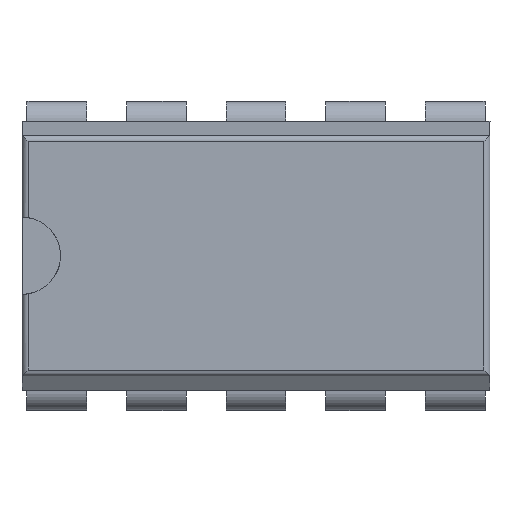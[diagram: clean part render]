
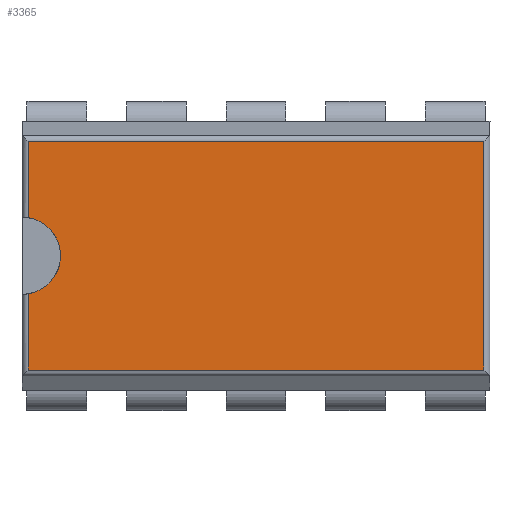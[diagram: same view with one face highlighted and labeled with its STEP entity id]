
A CAD part, top view. The second image highlights one B-rep face of the part: STEP entity #3365.
In plain terms, the highlighted planar face has unit normal (0, 0, 1).
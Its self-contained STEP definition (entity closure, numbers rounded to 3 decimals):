
#197=PLANE('',#3626);
#368=FACE_OUTER_BOUND('',#539,.T.);
#539=EDGE_LOOP('',(#3156,#3157,#3158,#3159,#3160,#3161));
#942=LINE('',#5443,#1359);
#943=LINE('',#5449,#1360);
#945=LINE('',#5455,#1362);
#947=LINE('',#5465,#1364);
#949=LINE('',#5471,#1366);
#1359=VECTOR('',#4450,10.);
#1360=VECTOR('',#4457,10.);
#1362=VECTOR('',#4463,10.);
#1364=VECTOR('',#4473,10.);
#1366=VECTOR('',#4479,10.);
#1416=CIRCLE('',#3622,0.984);
#1720=VERTEX_POINT('',#5431);
#1721=VERTEX_POINT('',#5442);
#1723=VERTEX_POINT('',#5448);
#1725=VERTEX_POINT('',#5454);
#1729=VERTEX_POINT('',#5464);
#1731=VERTEX_POINT('',#5470);
#2185=EDGE_CURVE('',#1720,#1721,#942,.T.);
#2188=EDGE_CURVE('',#1721,#1723,#943,.T.);
#2191=EDGE_CURVE('',#1723,#1725,#945,.T.);
#2196=EDGE_CURVE('',#1725,#1729,#947,.T.);
#2199=EDGE_CURVE('',#1729,#1731,#949,.T.);
#2210=EDGE_CURVE('',#1720,#1731,#1416,.T.);
#3156=ORIENTED_EDGE('',*,*,#2185,.F.);
#3157=ORIENTED_EDGE('',*,*,#2210,.T.);
#3158=ORIENTED_EDGE('',*,*,#2199,.F.);
#3159=ORIENTED_EDGE('',*,*,#2196,.F.);
#3160=ORIENTED_EDGE('',*,*,#2191,.F.);
#3161=ORIENTED_EDGE('',*,*,#2188,.F.);
#3365=ADVANCED_FACE('',(#368),#197,.T.);
#3622=AXIS2_PLACEMENT_3D('',#5498,#4499,#4500);
#3626=AXIS2_PLACEMENT_3D('',#5503,#4508,#4509);
#4450=DIRECTION('',(0.,1.,0.));
#4457=DIRECTION('',(1.,0.,0.));
#4463=DIRECTION('',(0.,-1.,0.));
#4473=DIRECTION('',(-1.,0.,0.));
#4479=DIRECTION('',(0.,1.,0.));
#4499=DIRECTION('center_axis',(0.,0.,-1.));
#4500=DIRECTION('ref_axis',(-1.,0.,0.));
#4508=DIRECTION('center_axis',(0.,0.,1.));
#4509=DIRECTION('ref_axis',(1.,0.,0.));
#5431=CARTESIAN_POINT('',(-5.812,0.972,3.883));
#5442=CARTESIAN_POINT('',(-5.812,2.916,3.883));
#5443=CARTESIAN_POINT('',(-5.812,1.715,3.883));
#5448=CARTESIAN_POINT('',(5.812,2.916,3.883));
#5449=CARTESIAN_POINT('',(-2.985,2.916,3.883));
#5454=CARTESIAN_POINT('',(5.812,-2.916,3.883));
#5455=CARTESIAN_POINT('',(5.812,-1.715,3.883));
#5464=CARTESIAN_POINT('',(-5.812,-2.916,3.883));
#5465=CARTESIAN_POINT('',(-2.985,-2.916,3.883));
#5470=CARTESIAN_POINT('',(-5.812,-0.972,3.883));
#5471=CARTESIAN_POINT('',(-5.812,1.715,3.883));
#5498=CARTESIAN_POINT('Origin',(-5.969,0.,3.883));
#5503=CARTESIAN_POINT('Origin',(0.,0.,
3.883));
